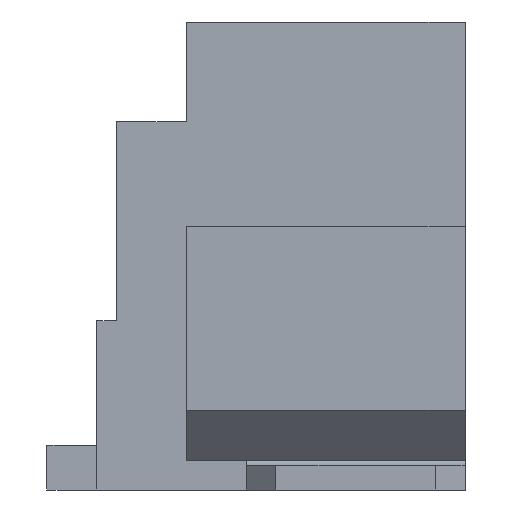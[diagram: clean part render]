
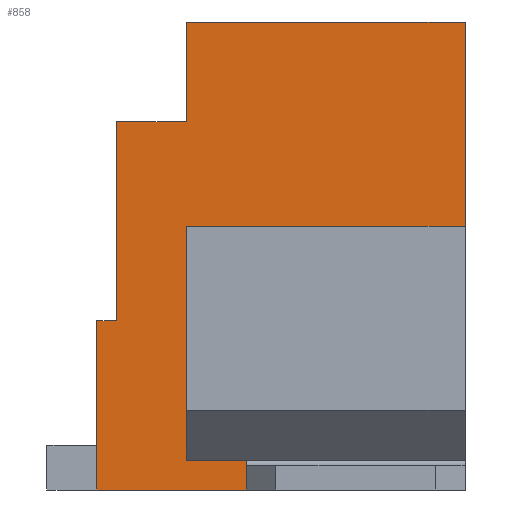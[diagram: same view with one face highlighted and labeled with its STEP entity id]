
A CAD part, left-side view. The second image highlights one B-rep face of the part: STEP entity #858.
In plain terms, the highlighted planar face has unit normal (-1, 0, 0).
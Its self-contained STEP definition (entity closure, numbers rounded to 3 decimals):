
#32 = VERTEX_POINT('',#33);
#33 = CARTESIAN_POINT('',(-6.5,0.2,4.7));
#39 = EDGE_CURVE('',#32,#40,#42,.T.);
#40 = VERTEX_POINT('',#41);
#41 = CARTESIAN_POINT('',(-6.5,-2.6,4.7));
#42 = LINE('',#43,#44);
#43 = CARTESIAN_POINT('',(-6.5,1.1,4.7));
#44 = VECTOR('',#45,1.);
#45 = DIRECTION('',(0.,-1.,0.));
#183 = VERTEX_POINT('',#184);
#184 = CARTESIAN_POINT('',(-6.5,-2.6,0.35));
#190 = EDGE_CURVE('',#183,#191,#193,.T.);
#191 = VERTEX_POINT('',#192);
#192 = CARTESIAN_POINT('',(-6.5,-2.6,0.));
#193 = LINE('',#194,#195);
#194 = CARTESIAN_POINT('',(-6.5,-2.6,1.6));
#195 = VECTOR('',#196,1.);
#196 = DIRECTION('',(0.,0.,-1.));
#767 = EDGE_CURVE('',#768,#40,#770,.T.);
#768 = VERTEX_POINT('',#769);
#769 = CARTESIAN_POINT('',(-6.5,-2.6,2.65));
#770 = LINE('',#771,#772);
#771 = CARTESIAN_POINT('',(-6.5,-2.6,0.));
#772 = VECTOR('',#773,1.);
#773 = DIRECTION('',(0.,0.,1.));
#858 = ADVANCED_FACE('',(#859),#948,.T.);
#859 = FACE_BOUND('',#860,.T.);
#860 = EDGE_LOOP('',(#861,#871,#877,#878,#886,#894,#902,#910,#916,#917,
#918,#926,#934,#942));
#861 = ORIENTED_EDGE('',*,*,#862,.F.);
#862 = EDGE_CURVE('',#863,#865,#867,.T.);
#863 = VERTEX_POINT('',#864);
#864 = CARTESIAN_POINT('',(-6.5,1.1,0.));
#865 = VERTEX_POINT('',#866);
#866 = CARTESIAN_POINT('',(-6.5,1.1,1.7));
#867 = LINE('',#868,#869);
#868 = CARTESIAN_POINT('',(-6.5,1.1,0.));
#869 = VECTOR('',#870,1.);
#870 = DIRECTION('',(0.,0.,1.));
#871 = ORIENTED_EDGE('',*,*,#872,.T.);
#872 = EDGE_CURVE('',#863,#191,#873,.T.);
#873 = LINE('',#874,#875);
#874 = CARTESIAN_POINT('',(-6.5,1.1,0.));
#875 = VECTOR('',#876,1.);
#876 = DIRECTION('',(0.,-1.,0.));
#877 = ORIENTED_EDGE('',*,*,#190,.F.);
#878 = ORIENTED_EDGE('',*,*,#879,.F.);
#879 = EDGE_CURVE('',#880,#183,#882,.T.);
#880 = VERTEX_POINT('',#881);
#881 = CARTESIAN_POINT('',(-6.5,-0.4,0.35));
#882 = LINE('',#883,#884);
#883 = CARTESIAN_POINT('',(-6.5,-0.4,0.35));
#884 = VECTOR('',#885,1.);
#885 = DIRECTION('',(0.,-1.,0.));
#886 = ORIENTED_EDGE('',*,*,#887,.T.);
#887 = EDGE_CURVE('',#880,#888,#890,.T.);
#888 = VERTEX_POINT('',#889);
#889 = CARTESIAN_POINT('',(-6.5,-0.4,0.3));
#890 = LINE('',#891,#892);
#891 = CARTESIAN_POINT('',(-6.5,-0.4,1.6));
#892 = VECTOR('',#893,1.);
#893 = DIRECTION('',(0.,0.,-1.));
#894 = ORIENTED_EDGE('',*,*,#895,.T.);
#895 = EDGE_CURVE('',#888,#896,#898,.T.);
#896 = VERTEX_POINT('',#897);
#897 = CARTESIAN_POINT('',(-6.5,0.2,0.3));
#898 = LINE('',#899,#900);
#899 = CARTESIAN_POINT('',(-6.5,-2.6,0.3));
#900 = VECTOR('',#901,1.);
#901 = DIRECTION('',(0.,1.,0.));
#902 = ORIENTED_EDGE('',*,*,#903,.F.);
#903 = EDGE_CURVE('',#904,#896,#906,.T.);
#904 = VERTEX_POINT('',#905);
#905 = CARTESIAN_POINT('',(-6.5,0.2,2.65));
#906 = LINE('',#907,#908);
#907 = CARTESIAN_POINT('',(-6.5,0.2,2.65));
#908 = VECTOR('',#909,1.);
#909 = DIRECTION('',(0.,0.,-1.));
#910 = ORIENTED_EDGE('',*,*,#911,.F.);
#911 = EDGE_CURVE('',#768,#904,#912,.T.);
#912 = LINE('',#913,#914);
#913 = CARTESIAN_POINT('',(-6.5,-2.6,2.65));
#914 = VECTOR('',#915,1.);
#915 = DIRECTION('',(0.,1.,0.));
#916 = ORIENTED_EDGE('',*,*,#767,.T.);
#917 = ORIENTED_EDGE('',*,*,#39,.F.);
#918 = ORIENTED_EDGE('',*,*,#919,.T.);
#919 = EDGE_CURVE('',#32,#920,#922,.T.);
#920 = VERTEX_POINT('',#921);
#921 = CARTESIAN_POINT('',(-6.5,0.2,3.7));
#922 = LINE('',#923,#924);
#923 = CARTESIAN_POINT('',(-6.5,0.2,4.7));
#924 = VECTOR('',#925,1.);
#925 = DIRECTION('',(-0.,-0.,-1.));
#926 = ORIENTED_EDGE('',*,*,#927,.F.);
#927 = EDGE_CURVE('',#928,#920,#930,.T.);
#928 = VERTEX_POINT('',#929);
#929 = CARTESIAN_POINT('',(-6.5,0.9,3.7));
#930 = LINE('',#931,#932);
#931 = CARTESIAN_POINT('',(-6.5,0.9,3.7));
#932 = VECTOR('',#933,1.);
#933 = DIRECTION('',(0.,-1.,0.));
#934 = ORIENTED_EDGE('',*,*,#935,.T.);
#935 = EDGE_CURVE('',#928,#936,#938,.T.);
#936 = VERTEX_POINT('',#937);
#937 = CARTESIAN_POINT('',(-6.5,0.9,1.7));
#938 = LINE('',#939,#940);
#939 = CARTESIAN_POINT('',(-6.5,0.9,4.7));
#940 = VECTOR('',#941,1.);
#941 = DIRECTION('',(-0.,-0.,-1.));
#942 = ORIENTED_EDGE('',*,*,#943,.F.);
#943 = EDGE_CURVE('',#865,#936,#944,.T.);
#944 = LINE('',#945,#946);
#945 = CARTESIAN_POINT('',(-6.5,1.1,1.7));
#946 = VECTOR('',#947,1.);
#947 = DIRECTION('',(0.,-1.,0.));
#948 = PLANE('',#949);
#949 = AXIS2_PLACEMENT_3D('',#950,#951,#952);
#950 = CARTESIAN_POINT('',(-6.5,-0.718,2.071));
#951 = DIRECTION('',(-1.,0.,0.));
#952 = DIRECTION('',(0.,0.,-1.));
